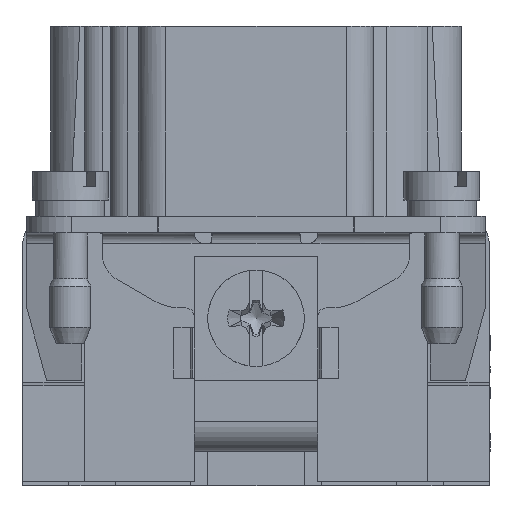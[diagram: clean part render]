
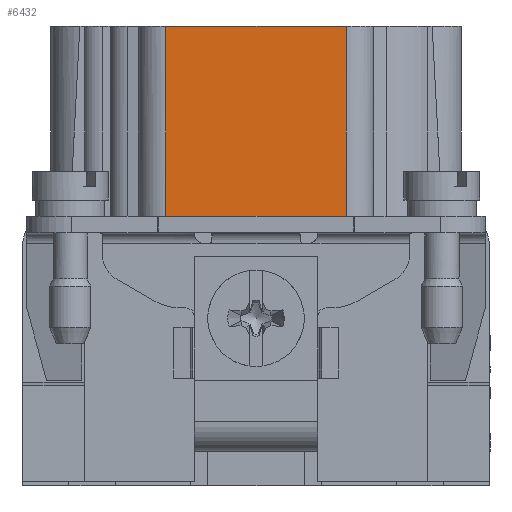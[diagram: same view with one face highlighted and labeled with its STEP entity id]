
A CAD part, left-side view. The second image highlights one B-rep face of the part: STEP entity #6432.
In plain terms, the highlighted planar face has unit normal (-1, 0, 0).
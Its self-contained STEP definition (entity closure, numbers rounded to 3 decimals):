
#4963=FACE_OUTER_BOUND('',#10075,.T.);
#6432=ADVANCED_FACE('',(#4963),#7722,.F.);
#7722=PLANE('',#34677);
#10075=EDGE_LOOP('',(#16232,#16233,#16234,#16235));
#16232=ORIENTED_EDGE('',*,*,#24504,.T.);
#16233=ORIENTED_EDGE('',*,*,#24415,.T.);
#16234=ORIENTED_EDGE('',*,*,#24505,.F.);
#16235=ORIENTED_EDGE('',*,*,#24413,.T.);
#20779=VERTEX_POINT('',#56959);
#20781=VERTEX_POINT('',#56964);
#20782=VERTEX_POINT('',#56968);
#20784=VERTEX_POINT('',#56971);
#24413=EDGE_CURVE('',#20779,#20781,#29239,.T.);
#24415=EDGE_CURVE('',#20784,#20782,#29240,.T.);
#24504=EDGE_CURVE('',#20781,#20784,#29312,.T.);
#24505=EDGE_CURVE('',#20779,#20782,#29313,.T.);
#29239=LINE('',#56965,#31926);
#29240=LINE('',#56970,#31927);
#29312=LINE('',#57137,#31999);
#29313=LINE('',#57138,#32000);
#31926=VECTOR('',#40026,1.);
#31927=VECTOR('',#40031,1.);
#31999=VECTOR('',#40189,1.);
#32000=VECTOR('',#40190,1.);
#34677=AXIS2_PLACEMENT_3D('',#57139,#40191,#40192);
#40026=DIRECTION('',(0.,0.,-1.));
#40031=DIRECTION('',(0.,0.,1.));
#40189=DIRECTION('',(0.,-1.,0.));
#40190=DIRECTION('',(0.,-1.,0.));
#40191=DIRECTION('',(1.,0.,0.));
#40192=DIRECTION('',(0.,0.,-1.));
#56959=CARTESIAN_POINT('',(-55.425,6.55,15.));
#56964=CARTESIAN_POINT('',(-55.425,6.55,1.2));
#56965=CARTESIAN_POINT('',(-55.425,6.55,15.));
#56968=CARTESIAN_POINT('',(-55.425,-6.55,15.));
#56970=CARTESIAN_POINT('',(-55.425,-6.55,15.));
#56971=CARTESIAN_POINT('',(-55.425,-6.55,1.2));
#57137=CARTESIAN_POINT('',(-55.425,8.55,1.2));
#57138=CARTESIAN_POINT('',(-55.425,8.55,15.));
#57139=CARTESIAN_POINT('',(-55.425,8.55,15.));
